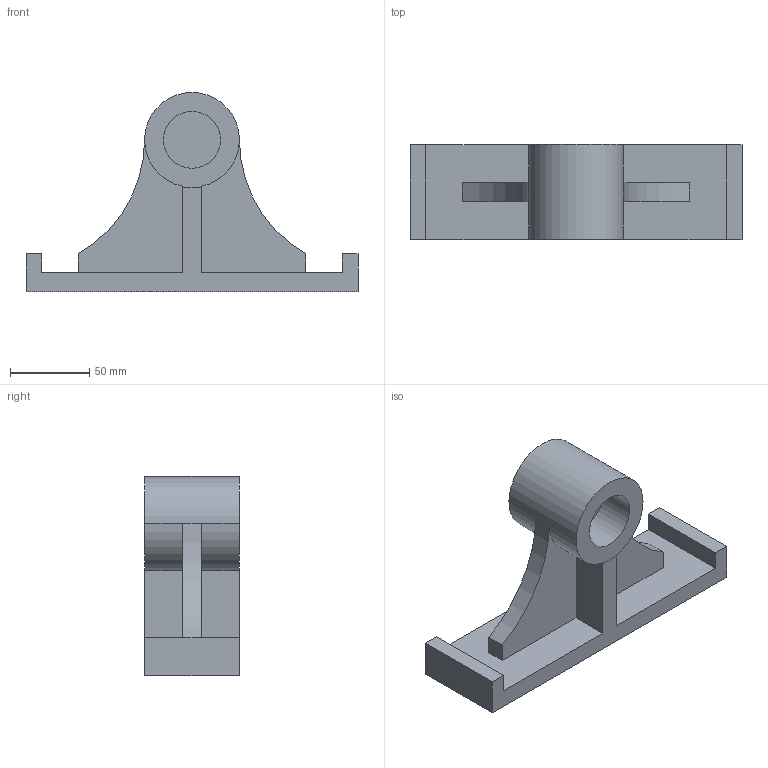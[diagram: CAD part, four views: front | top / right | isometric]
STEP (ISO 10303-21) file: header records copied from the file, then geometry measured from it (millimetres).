
FILE_DESCRIPTION(('CATIA V5 STEP Exchange'),'2;1');
FILE_NAME('Part1.stp','2010-06-29T15:03:31+00:00',('none'),('none'),'CATIA Version 5 Release 20 GA (IN-10)','CATIA V5 STEP AP203','none');
FILE_SCHEMA(('CONFIG_CONTROL_DESIGN'));
Length unit declared in the file: millimetre
Products named in the file (1): Part1
Bounding box: 210 x 60 x 126 mm (x, y, z)
Volume: 394262.7 mm3; surface area: 73821 mm2
Topology: 1 solids, 1 shells, 36 faces, 92 edges, 60 vertices
Faces by surface type: plane 25, cylinder 11
Entity records: 1012 total; most frequent: ORIENTED_EDGE 184, CARTESIAN_POINT 181, DIRECTION 121, EDGE_CURVE 92, VECTOR 61, LINE 61, VERTEX_POINT 60, AXIS2_PLACEMENT_3D 42
